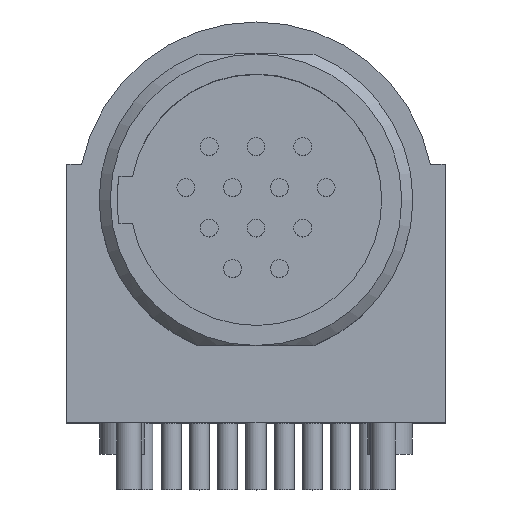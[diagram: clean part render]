
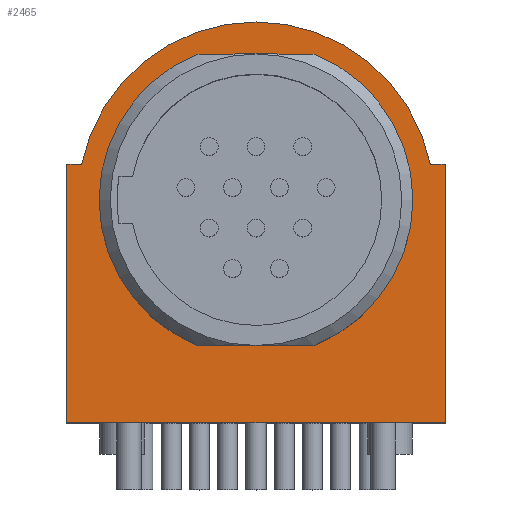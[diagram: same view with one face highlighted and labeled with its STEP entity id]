
A CAD part, top view. The second image highlights one B-rep face of the part: STEP entity #2465.
In plain terms, the highlighted planar face has unit normal (0, 0, 1).
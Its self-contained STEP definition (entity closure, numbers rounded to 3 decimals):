
#220=CARTESIAN_POINT('',(0.,0.,0.));
#221=DIRECTION('',(0.,0.,-1.));
#222=DIRECTION('',(0.37,0.929,0.));
#223=AXIS2_PLACEMENT_3D('',#220,#221,#222);
#250=DIRECTION('',(-1.,0.,0.));
#251=VECTOR('',#250,5.215);
#252=CARTESIAN_POINT('',(2.608,-6.55,0.));
#253=LINE('',#252,#251);
#254=DIRECTION('',(1.,0.,0.));
#255=VECTOR('',#254,5.215);
#256=CARTESIAN_POINT('',(-2.608,6.55,0.));
#257=LINE('',#256,#255);
#258=DIRECTION('',(1.,0.,0.));
#259=VECTOR('',#258,0.662);
#260=CARTESIAN_POINT('',(7.838,1.6,0.));
#261=LINE('',#260,#259);
#262=DIRECTION('',(1.,0.,0.));
#263=VECTOR('',#262,0.662);
#264=CARTESIAN_POINT('',(-8.5,1.6,0.));
#265=LINE('',#264,#263);
#274=CARTESIAN_POINT('',(0.,0.,0.));
#275=DIRECTION('',(0.,0.,1.));
#276=DIRECTION('',(-0.37,0.929,0.));
#277=AXIS2_PLACEMENT_3D('',#274,#275,#276);
#698=CARTESIAN_POINT('',(0.,0.,0.));
#699=DIRECTION('',(0.,0.,1.));
#700=DIRECTION('',(0.98,0.2,0.));
#701=AXIS2_PLACEMENT_3D('',#698,#699,#700);
#1432=DIRECTION('',(0.,-1.,0.));
#1433=VECTOR('',#1432,11.6);
#1434=CARTESIAN_POINT('',(-8.5,1.6,0.));
#1435=LINE('',#1434,#1433);
#1452=DIRECTION('',(1.,0.,0.));
#1453=VECTOR('',#1452,17.);
#1454=CARTESIAN_POINT('',(-8.5,-10.,0.));
#1455=LINE('',#1454,#1453);
#1626=DIRECTION('',(0.,-1.,0.));
#1627=VECTOR('',#1626,11.6);
#1628=CARTESIAN_POINT('',(8.5,1.6,0.));
#1629=LINE('',#1628,#1627);
#1977=CARTESIAN_POINT('',(2.608,6.55,0.));
#1979=VERTEX_POINT('',#1977);
#1981=CARTESIAN_POINT('',(2.608,-6.55,0.));
#1983=VERTEX_POINT('',#1981);
#1987=CARTESIAN_POINT('',(-2.608,6.55,0.));
#1989=VERTEX_POINT('',#1987);
#1991=CARTESIAN_POINT('',(-2.608,-6.55,0.));
#1993=VERTEX_POINT('',#1991);
#2006=CARTESIAN_POINT('',(-8.5,1.6,0.));
#2007=CARTESIAN_POINT('',(-8.5,-10.,0.));
#2008=VERTEX_POINT('',#2006);
#2009=VERTEX_POINT('',#2007);
#2016=CARTESIAN_POINT('',(8.5,1.6,0.));
#2017=CARTESIAN_POINT('',(8.5,-10.,0.));
#2018=VERTEX_POINT('',#2016);
#2019=VERTEX_POINT('',#2017);
#2053=CARTESIAN_POINT('',(7.838,1.6,0.));
#2054=VERTEX_POINT('',#2053);
#2055=CARTESIAN_POINT('',(-7.838,1.6,0.));
#2056=VERTEX_POINT('',#2055);
#2439=CARTESIAN_POINT('',(0.,0.,0.));
#2440=DIRECTION('',(0.,0.,-1.));
#2441=DIRECTION('',(0.,-1.,0.));
#2442=AXIS2_PLACEMENT_3D('',#2439,#2440,#2441);
#2443=PLANE('',#2442);
#2445=ORIENTED_EDGE('',*,*,#2444,.F.);
#2447=ORIENTED_EDGE('',*,*,#2446,.T.);
#2449=ORIENTED_EDGE('',*,*,#2448,.T.);
#2451=ORIENTED_EDGE('',*,*,#2450,.F.);
#2453=ORIENTED_EDGE('',*,*,#2452,.F.);
#2455=ORIENTED_EDGE('',*,*,#2454,.T.);
#2456=EDGE_LOOP('',(#2445,#2447,#2449,#2451,#2453,#2455));
#2457=FACE_OUTER_BOUND('',#2456,.F.);
#2459=ORIENTED_EDGE('',*,*,#2458,.T.);
#2460=ORIENTED_EDGE('',*,*,#2429,.F.);
#2461=ORIENTED_EDGE('',*,*,#2383,.F.);
#2462=ORIENTED_EDGE('',*,*,#2404,.F.);
#2463=EDGE_LOOP('',(#2459,#2460,#2461,#2462));
#2464=FACE_BOUND('',#2463,.F.);
#224=CIRCLE('',#223,7.05);
#278=CIRCLE('',#277,7.05);
#702=CIRCLE('',#701,8.);
#2383=EDGE_CURVE('',#1979,#1983,#224,.T.);
#2404=EDGE_CURVE('',#1989,#1979,#257,.T.);
#2429=EDGE_CURVE('',#1983,#1993,#253,.T.);
#2444=EDGE_CURVE('',#2054,#2056,#702,.T.);
#2446=EDGE_CURVE('',#2054,#2018,#261,.T.);
#2448=EDGE_CURVE('',#2018,#2019,#1629,.T.);
#2450=EDGE_CURVE('',#2009,#2019,#1455,.T.);
#2452=EDGE_CURVE('',#2008,#2009,#1435,.T.);
#2454=EDGE_CURVE('',#2008,#2056,#265,.T.);
#2458=EDGE_CURVE('',#1989,#1993,#278,.T.);
#2465=ADVANCED_FACE('',(#2457,#2464),#2443,.F.);
